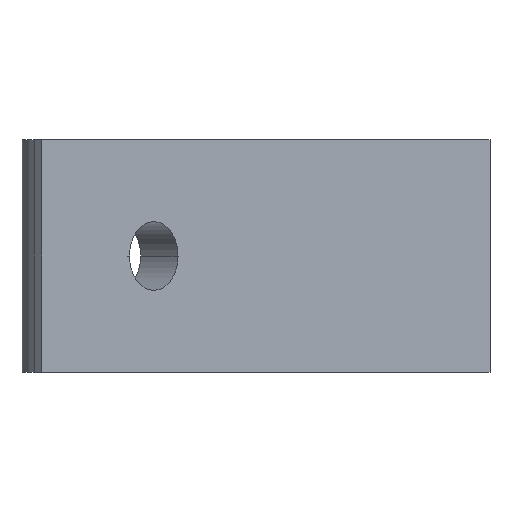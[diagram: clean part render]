
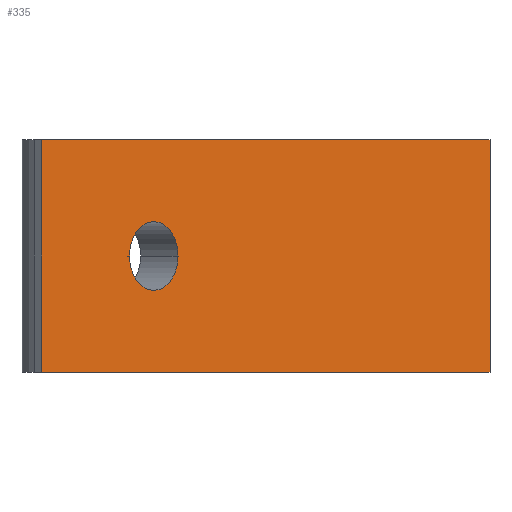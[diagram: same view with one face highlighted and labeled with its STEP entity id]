
A CAD part, left-side view. The second image highlights one B-rep face of the part: STEP entity #335.
In plain terms, the highlighted planar face has unit normal (-0.707, -0.707, 0).
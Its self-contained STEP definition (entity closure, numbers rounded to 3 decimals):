
#3 = CARTESIAN_POINT ( 'NONE',  ( 0., 0., -11. ) ) ;
#16 = AXIS2_PLACEMENT_3D ( 'NONE', #787, #112, #351 ) ;
#19 = DIRECTION ( 'NONE',  ( 0.707, 0.707, 0. ) ) ;
#37 = EDGE_CURVE ( 'NONE', #796, #371, #102, .T. ) ;
#88 = CARTESIAN_POINT ( 'NONE',  ( 0., 0., 11. ) ) ;
#102 = CIRCLE ( 'NONE', #718, 3.25 ) ;
#104 = CARTESIAN_POINT ( 'NONE',  ( -34.118, 34.118, 0. ) ) ;
#112 = DIRECTION ( 'NONE',  ( -0.707, -0.707, 0. ) ) ;
#131 = VECTOR ( 'NONE', #576, 1000. ) ;
#135 = ORIENTED_EDGE ( 'NONE', *, *, #254, .F. ) ;
#139 = LINE ( 'NONE', #447, #683 ) ;
#155 = EDGE_CURVE ( 'NONE', #308, #606, #139, .T. ) ;
#224 = CARTESIAN_POINT ( 'NONE',  ( -29.522, 29.522, 0. ) ) ;
#239 = CARTESIAN_POINT ( 'NONE',  ( -42.426, 42.426, 11. ) ) ;
#249 = EDGE_CURVE ( 'NONE', #769, #308, #393, .T. ) ;
#254 = EDGE_CURVE ( 'NONE', #769, #680, #639, .T. ) ;
#263 = CARTESIAN_POINT ( 'NONE',  ( -31.82, 31.82, 0. ) ) ;
#267 = FACE_BOUND ( 'NONE', #553, .T. ) ;
#270 = EDGE_CURVE ( 'NONE', #680, #606, #755, .T. ) ;
#283 = CARTESIAN_POINT ( 'NONE',  ( 0., 0., 11. ) ) ;
#284 = CARTESIAN_POINT ( 'NONE',  ( 0., 0., 11. ) ) ;
#297 = ORIENTED_EDGE ( 'NONE', *, *, #385, .F. ) ;
#308 = VERTEX_POINT ( 'NONE', #457 ) ;
#313 = VECTOR ( 'NONE', #397, 1000. ) ;
#317 = ORIENTED_EDGE ( 'NONE', *, *, #270, .F. ) ;
#333 = EDGE_LOOP ( 'NONE', ( #666, #317, #135, #500 ) ) ;
#335 = ADVANCED_FACE ( 'NONE', ( #267, #401 ), #644, .F. ) ;
#351 = DIRECTION ( 'NONE',  ( 0.707, -0.707, 0. ) ) ;
#371 = VERTEX_POINT ( 'NONE', #224 ) ;
#385 = EDGE_CURVE ( 'NONE', #371, #796, #404, .T. ) ;
#393 = LINE ( 'NONE', #451, #428 ) ;
#397 = DIRECTION ( 'NONE',  ( 0.707, -0.707, 0. ) ) ;
#401 = FACE_OUTER_BOUND ( 'NONE', #333, .T. ) ;
#404 = CIRCLE ( 'NONE', #16, 3.25 ) ;
#427 = DIRECTION ( 'NONE',  ( -0.707, -0.707, 0. ) ) ;
#428 = VECTOR ( 'NONE', #511, 1000. ) ;
#447 = CARTESIAN_POINT ( 'NONE',  ( 0., 0., -11. ) ) ;
#449 = DIRECTION ( 'NONE',  ( -0.707, 0.707, 0. ) ) ;
#451 = CARTESIAN_POINT ( 'NONE',  ( -42.426, 42.426, 11. ) ) ;
#457 = CARTESIAN_POINT ( 'NONE',  ( -42.426, 42.426, -11. ) ) ;
#458 = DIRECTION ( 'NONE',  ( 0.707, -0.707, 0. ) ) ;
#481 = ORIENTED_EDGE ( 'NONE', *, *, #37, .F. ) ;
#500 = ORIENTED_EDGE ( 'NONE', *, *, #249, .T. ) ;
#511 = DIRECTION ( 'NONE',  ( 0., 0., -1. ) ) ;
#553 = EDGE_LOOP ( 'NONE', ( #297, #481 ) ) ;
#564 = DIRECTION ( 'NONE',  ( 0.707, -0.707, 0. ) ) ;
#576 = DIRECTION ( 'NONE',  ( 0., 0., -1. ) ) ;
#606 = VERTEX_POINT ( 'NONE', #3 ) ;
#639 = LINE ( 'NONE', #707, #313 ) ;
#644 = PLANE ( 'NONE',  #784 ) ;
#666 = ORIENTED_EDGE ( 'NONE', *, *, #155, .T. ) ;
#680 = VERTEX_POINT ( 'NONE', #284 ) ;
#683 = VECTOR ( 'NONE', #458, 1000. ) ;
#707 = CARTESIAN_POINT ( 'NONE',  ( 0., 0., 11. ) ) ;
#718 = AXIS2_PLACEMENT_3D ( 'NONE', #263, #427, #564 ) ;
#755 = LINE ( 'NONE', #88, #131 ) ;
#769 = VERTEX_POINT ( 'NONE', #239 ) ;
#784 = AXIS2_PLACEMENT_3D ( 'NONE', #283, #19, #449 ) ;
#787 = CARTESIAN_POINT ( 'NONE',  ( -31.82, 31.82, 0. ) ) ;
#796 = VERTEX_POINT ( 'NONE', #104 ) ;
